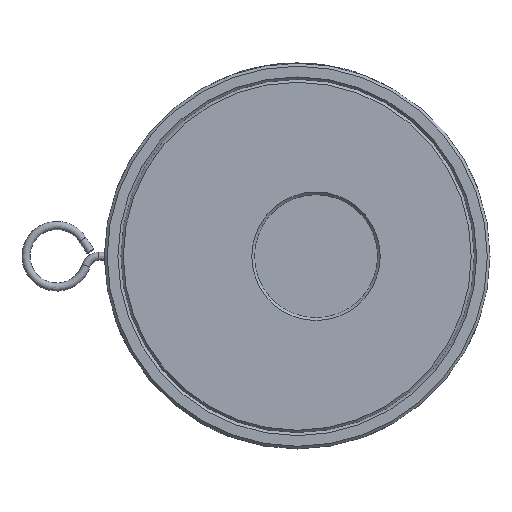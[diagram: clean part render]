
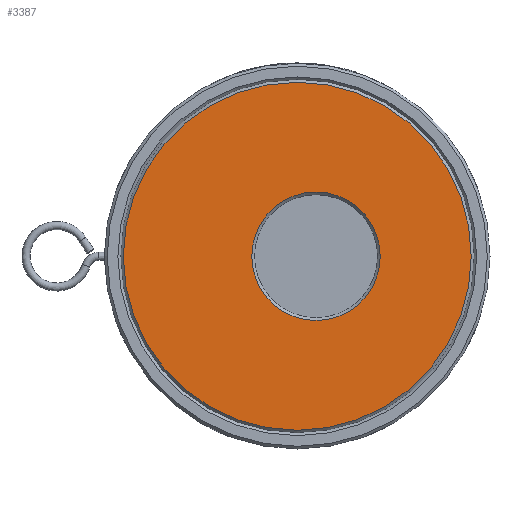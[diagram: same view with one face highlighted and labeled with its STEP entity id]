
A CAD part, left-side view. The second image highlights one B-rep face of the part: STEP entity #3387.
In plain terms, the highlighted planar face has unit normal (-1, 0, 0).
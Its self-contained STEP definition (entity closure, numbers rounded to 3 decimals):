
#48=FACE_BOUND('',#1073,.T.);
#85=PLANE('',#3672);
#875=FACE_OUTER_BOUND('',#1072,.T.);
#1072=EDGE_LOOP('',(#2412));
#1073=EDGE_LOOP('',(#2413));
#1298=CIRCLE('',#3667,24.);
#1302=CIRCLE('',#3673,65.);
#1465=VERTEX_POINT('',#5206);
#1469=VERTEX_POINT('',#5218);
#1829=EDGE_CURVE('',#1465,#1465,#1298,.T.);
#1835=EDGE_CURVE('',#1469,#1469,#1302,.T.);
#2412=ORIENTED_EDGE('',*,*,#1835,.T.);
#2413=ORIENTED_EDGE('',*,*,#1829,.F.);
#3387=ADVANCED_FACE('',(#875,#48),#85,.F.);
#3667=AXIS2_PLACEMENT_3D('',#5207,#4163,#4164);
#3672=AXIS2_PLACEMENT_3D('',#5217,#4175,#4176);
#3673=AXIS2_PLACEMENT_3D('',#5219,#4177,#4178);
#4163=DIRECTION('center_axis',(-1.,0.,0.));
#4164=DIRECTION('ref_axis',(0.,0.,-1.));
#4175=DIRECTION('center_axis',(1.,0.,0.));
#4176=DIRECTION('ref_axis',(0.,0.,-1.));
#4177=DIRECTION('center_axis',(-1.,0.,0.));
#4178=DIRECTION('ref_axis',(0.,0.,1.));
#5206=CARTESIAN_POINT('',(0.,-7.,24.));
#5207=CARTESIAN_POINT('Origin',(0.,-7.,0.));
#5217=CARTESIAN_POINT('Origin',(0.,0.,0.));
#5218=CARTESIAN_POINT('',(0.,0.,65.));
#5219=CARTESIAN_POINT('Origin',(0.,0.,0.));
